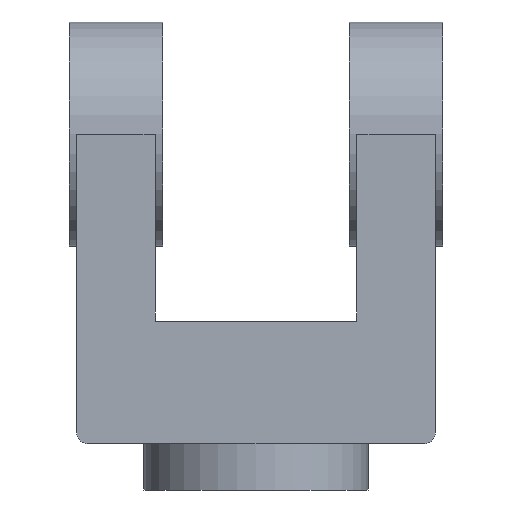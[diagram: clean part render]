
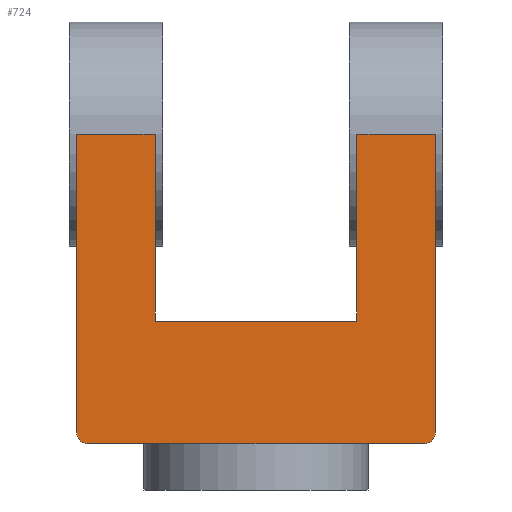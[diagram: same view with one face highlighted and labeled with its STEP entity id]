
A CAD part, front view. The second image highlights one B-rep face of the part: STEP entity #724.
In plain terms, the highlighted planar face has unit normal (0, -1, 0).
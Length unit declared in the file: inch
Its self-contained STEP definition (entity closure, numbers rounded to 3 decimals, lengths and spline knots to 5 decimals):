
#8 = LINE ( 'NONE', #380, #49 ) ;
#22 = VECTOR ( 'NONE', #140, 39.37008 ) ;
#35 = FACE_OUTER_BOUND ( 'NONE', #368, .T. ) ;
#45 = CIRCLE ( 'NONE', #881, 0.075 ) ;
#49 = VECTOR ( 'NONE', #829, 39.37008 ) ;
#89 = CARTESIAN_POINT ( 'NONE',  ( -0.675, -0.75, 1.13 ) ) ;
#90 = ORIENTED_EDGE ( 'NONE', *, *, #277, .T. ) ;
#117 = VERTEX_POINT ( 'NONE', #1038 ) ;
#120 = DIRECTION ( 'NONE',  ( 0., -1., 0. ) ) ;
#132 = ORIENTED_EDGE ( 'NONE', *, *, #732, .T. ) ;
#140 = DIRECTION ( 'NONE',  ( -1., 0., 0. ) ) ;
#186 = VECTOR ( 'NONE', #418, 39.37008 ) ;
#194 = VECTOR ( 'NONE', #738, 39.37008 ) ;
#234 = LINE ( 'NONE', #864, #186 ) ;
#277 = EDGE_CURVE ( 'NONE', #637, #672, #941, .T. ) ;
#285 = DIRECTION ( 'NONE',  ( 0., -1., 0. ) ) ;
#316 = LINE ( 'NONE', #1283, #194 ) ;
#352 = EDGE_CURVE ( 'NONE', #672, #1430, #934, .T. ) ;
#358 = EDGE_CURVE ( 'NONE', #637, #480, #8, .T. ) ;
#362 = DIRECTION ( 'NONE',  ( 0., 1., 0. ) ) ;
#368 = EDGE_LOOP ( 'NONE', ( #1348, #1014, #684, #764, #132, #545, #1006, #947, #1135, #90, #1216 ) ) ;
#380 = CARTESIAN_POINT ( 'NONE',  ( -0.625, -0.75, 1.13 ) ) ;
#392 = CARTESIAN_POINT ( 'NONE',  ( 0., -0.75, 0.31 ) ) ;
#418 = DIRECTION ( 'NONE',  ( -1., 0., 0. ) ) ;
#480 = VERTEX_POINT ( 'NONE', #868 ) ;
#500 = CARTESIAN_POINT ( 'NONE',  ( 1.125, -0.75, 0.31 ) ) ;
#516 = EDGE_CURVE ( 'NONE', #480, #117, #1305, .T. ) ;
#544 = CIRCLE ( 'NONE', #892, 0.075 ) ;
#545 = ORIENTED_EDGE ( 'NONE', *, *, #661, .F. ) ;
#555 = CARTESIAN_POINT ( 'NONE',  ( 0.675, -0.75, 2.38 ) ) ;
#559 = DIRECTION ( 'NONE',  ( -1., 0., 0. ) ) ;
#572 = VECTOR ( 'NONE', #1393, 39.37008 ) ;
#584 = EDGE_CURVE ( 'NONE', #1462, #117, #1281, .T. ) ;
#637 = VERTEX_POINT ( 'NONE', #89 ) ;
#658 = CARTESIAN_POINT ( 'NONE',  ( 1.25, -0.75, 2.38 ) ) ;
#661 = EDGE_CURVE ( 'NONE', #1462, #1036, #839, .T. ) ;
#672 = VERTEX_POINT ( 'NONE', #896 ) ;
#675 = CARTESIAN_POINT ( 'NONE',  ( 1.2, -0.75, 2.38 ) ) ;
#684 = ORIENTED_EDGE ( 'NONE', *, *, #1026, .F. ) ;
#706 = CARTESIAN_POINT ( 'NONE',  ( -1.2, -0.75, 2.38 ) ) ;
#724 = ADVANCED_FACE ( 'NONE', ( #35 ), #793, .F. ) ;
#732 = EDGE_CURVE ( 'NONE', #1165, #1036, #544, .T. ) ;
#733 = VERTEX_POINT ( 'NONE', #1372 ) ;
#738 = DIRECTION ( 'NONE',  ( 0., 0., -1. ) ) ;
#741 = VECTOR ( 'NONE', #1458, 39.37008 ) ;
#751 = DIRECTION ( 'NONE',  ( 0., 0., 1. ) ) ;
#759 = CARTESIAN_POINT ( 'NONE',  ( 1.2, -0.75, 0.385 ) ) ;
#761 = CARTESIAN_POINT ( 'NONE',  ( -0.675, -0.75, 2.38 ) ) ;
#764 = ORIENTED_EDGE ( 'NONE', *, *, #889, .F. ) ;
#793 = PLANE ( 'NONE',  #961 ) ;
#811 = CARTESIAN_POINT ( 'NONE',  ( 1.125, -0.75, 0.385 ) ) ;
#829 = DIRECTION ( 'NONE',  ( 1., 0., 0. ) ) ;
#839 = LINE ( 'NONE', #675, #741 ) ;
#864 = CARTESIAN_POINT ( 'NONE',  ( 1.25, -0.75, 0.31 ) ) ;
#868 = CARTESIAN_POINT ( 'NONE',  ( 0.675, -0.75, 1.13 ) ) ;
#881 = AXIS2_PLACEMENT_3D ( 'NONE', #957, #285, #1074 ) ;
#889 = EDGE_CURVE ( 'NONE', #1165, #1221, #1072, .T. ) ;
#892 = AXIS2_PLACEMENT_3D ( 'NONE', #811, #120, #922 ) ;
#896 = CARTESIAN_POINT ( 'NONE',  ( -0.675, -0.75, 2.38 ) ) ;
#922 = DIRECTION ( 'NONE',  ( 0., 0., 1. ) ) ;
#934 = LINE ( 'NONE', #939, #22 ) ;
#935 = CARTESIAN_POINT ( 'NONE',  ( 1.2, -0.75, 2.38 ) ) ;
#939 = CARTESIAN_POINT ( 'NONE',  ( 1.25, -0.75, 2.38 ) ) ;
#941 = LINE ( 'NONE', #761, #965 ) ;
#947 = ORIENTED_EDGE ( 'NONE', *, *, #516, .F. ) ;
#957 = CARTESIAN_POINT ( 'NONE',  ( -1.125, -0.75, 0.385 ) ) ;
#961 = AXIS2_PLACEMENT_3D ( 'NONE', #1033, #362, #1155 ) ;
#965 = VECTOR ( 'NONE', #751, 39.37008 ) ;
#1006 = ORIENTED_EDGE ( 'NONE', *, *, #584, .T. ) ;
#1014 = ORIENTED_EDGE ( 'NONE', *, *, #1187, .T. ) ;
#1026 = EDGE_CURVE ( 'NONE', #1221, #1275, #234, .T. ) ;
#1033 = CARTESIAN_POINT ( 'NONE',  ( 1.25, -0.75, 2.38 ) ) ;
#1036 = VERTEX_POINT ( 'NONE', #759 ) ;
#1038 = CARTESIAN_POINT ( 'NONE',  ( 0.675, -0.75, 2.38 ) ) ;
#1072 = LINE ( 'NONE', #1178, #572 ) ;
#1074 = DIRECTION ( 'NONE',  ( 0., 0., 1. ) ) ;
#1135 = ORIENTED_EDGE ( 'NONE', *, *, #358, .F. ) ;
#1155 = DIRECTION ( 'NONE',  ( 0., 0., 1. ) ) ;
#1165 = VERTEX_POINT ( 'NONE', #500 ) ;
#1178 = CARTESIAN_POINT ( 'NONE',  ( 1.25, -0.75, 0.31 ) ) ;
#1187 = EDGE_CURVE ( 'NONE', #733, #1275, #45, .T. ) ;
#1196 = CARTESIAN_POINT ( 'NONE',  ( -1.125, -0.75, 0.31 ) ) ;
#1216 = ORIENTED_EDGE ( 'NONE', *, *, #352, .T. ) ;
#1221 = VERTEX_POINT ( 'NONE', #392 ) ;
#1251 = EDGE_CURVE ( 'NONE', #1430, #733, #316, .T. ) ;
#1257 = VECTOR ( 'NONE', #559, 39.37008 ) ;
#1275 = VERTEX_POINT ( 'NONE', #1196 ) ;
#1277 = VECTOR ( 'NONE', #1333, 39.37008 ) ;
#1281 = LINE ( 'NONE', #658, #1257 ) ;
#1283 = CARTESIAN_POINT ( 'NONE',  ( -1.2, -0.75, 2.38 ) ) ;
#1305 = LINE ( 'NONE', #555, #1277 ) ;
#1333 = DIRECTION ( 'NONE',  ( 0., 0., 1. ) ) ;
#1348 = ORIENTED_EDGE ( 'NONE', *, *, #1251, .T. ) ;
#1372 = CARTESIAN_POINT ( 'NONE',  ( -1.2, -0.75, 0.385 ) ) ;
#1393 = DIRECTION ( 'NONE',  ( -1., 0., 0. ) ) ;
#1430 = VERTEX_POINT ( 'NONE', #706 ) ;
#1458 = DIRECTION ( 'NONE',  ( 0., 0., -1. ) ) ;
#1462 = VERTEX_POINT ( 'NONE', #935 ) ;
